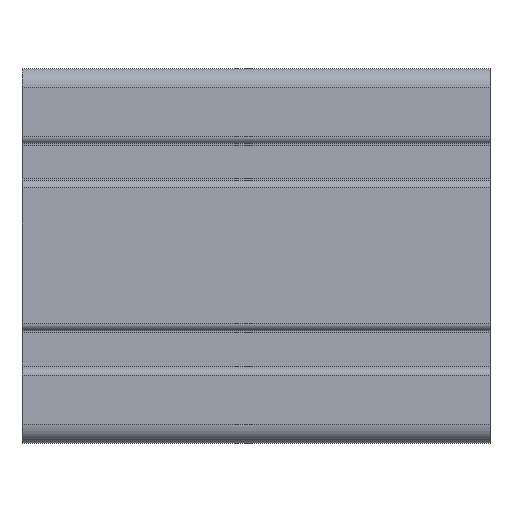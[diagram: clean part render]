
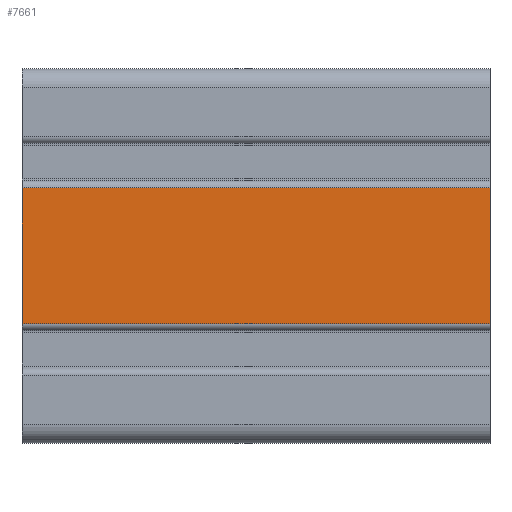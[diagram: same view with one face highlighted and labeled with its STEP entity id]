
A CAD part, top view. The second image highlights one B-rep face of the part: STEP entity #7661.
In plain terms, the highlighted planar face has unit normal (0, 0, 1).
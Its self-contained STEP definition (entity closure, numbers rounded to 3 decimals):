
#1200 = CARTESIAN_POINT ( 'NONE',  ( -40.816, 69.398, 40. ) ) ;
#1251 = CARTESIAN_POINT ( 'NONE',  ( 59.184, 69.398, 40. ) ) ;
#1985 = VERTEX_POINT ( 'NONE', #11325 ) ;
#2293 = CARTESIAN_POINT ( 'NONE',  ( 59.184, 69.398, 40. ) ) ;
#2411 = VECTOR ( 'NONE', #5020, 1000. ) ;
#2484 = VECTOR ( 'NONE', #2615, 1000. ) ;
#2579 = CARTESIAN_POINT ( 'NONE',  ( 59.184, 40.398, 40. ) ) ;
#2615 = DIRECTION ( 'NONE',  ( -1., 0., 0. ) ) ;
#3367 = CARTESIAN_POINT ( 'NONE',  ( -40.816, 40.398, 40. ) ) ;
#3438 = ORIENTED_EDGE ( 'NONE', *, *, #6219, .F. ) ;
#4217 = VECTOR ( 'NONE', #5002, 1000. ) ;
#4791 = VECTOR ( 'NONE', #4831, 1000. ) ;
#4831 = DIRECTION ( 'NONE',  ( 0., -1., 0. ) ) ;
#5002 = DIRECTION ( 'NONE',  ( 0., -1., 0. ) ) ;
#5020 = DIRECTION ( 'NONE',  ( -1., 0., 0. ) ) ;
#5520 = VERTEX_POINT ( 'NONE', #8413 ) ;
#5631 = DIRECTION ( 'NONE',  ( -1., 0., 0. ) ) ;
#6219 = EDGE_CURVE ( 'NONE', #5520, #1985, #7019, .T. ) ;
#6258 = EDGE_CURVE ( 'NONE', #5520, #10308, #7856, .T. ) ;
#7019 = LINE ( 'NONE', #1251, #4791 ) ;
#7225 = LINE ( 'NONE', #2579, #2484 ) ;
#7341 = EDGE_CURVE ( 'NONE', #10308, #7474, #8947, .T. ) ;
#7474 = VERTEX_POINT ( 'NONE', #3367 ) ;
#7661 = ADVANCED_FACE ( 'NONE', ( #8801 ), #10156, .F. ) ;
#7740 = AXIS2_PLACEMENT_3D ( 'NONE', #8380, #8337, #5631 ) ;
#7856 = LINE ( 'NONE', #2293, #2411 ) ;
#8337 = DIRECTION ( 'NONE',  ( 0., 0., -1. ) ) ;
#8380 = CARTESIAN_POINT ( 'NONE',  ( 59.184, 69.398, 40. ) ) ;
#8413 = CARTESIAN_POINT ( 'NONE',  ( 59.184, 69.398, 40. ) ) ;
#8801 = FACE_OUTER_BOUND ( 'NONE', #10658, .T. ) ;
#8947 = LINE ( 'NONE', #11057, #4217 ) ;
#10156 = PLANE ( 'NONE',  #7740 ) ;
#10273 = ORIENTED_EDGE ( 'NONE', *, *, #7341, .T. ) ;
#10308 = VERTEX_POINT ( 'NONE', #1200 ) ;
#10463 = ORIENTED_EDGE ( 'NONE', *, *, #6258, .T. ) ;
#10612 = EDGE_CURVE ( 'NONE', #1985, #7474, #7225, .T. ) ;
#10658 = EDGE_LOOP ( 'NONE', ( #10273, #11058, #3438, #10463 ) ) ;
#11057 = CARTESIAN_POINT ( 'NONE',  ( -40.816, 69.398, 40. ) ) ;
#11058 = ORIENTED_EDGE ( 'NONE', *, *, #10612, .F. ) ;
#11325 = CARTESIAN_POINT ( 'NONE',  ( 59.184, 40.398, 40. ) ) ;
